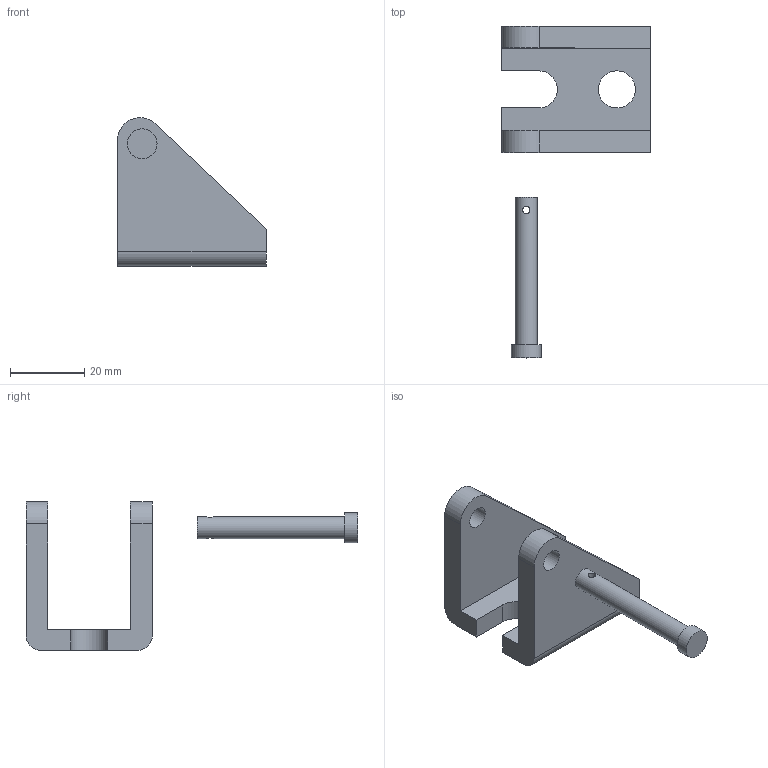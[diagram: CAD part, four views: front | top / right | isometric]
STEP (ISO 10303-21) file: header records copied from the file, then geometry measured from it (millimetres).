
FILE_DESCRIPTION(('FreeCAD Model'),'2;1');
FILE_NAME('MB1-P.step', '2016-04-28T12:17:51',('Technical Support'),( 'Firgelli Automations Inc'),'Open CASCADE STEP processor 6.8', 'FreeCAD','Unknown');
FILE_SCHEMA(('AUTOMOTIVE_DESIGN_CC2 { 1 2 10303 214 -1 1 5 4 }'));
Length unit declared in the file: millimetre
Products named in the file (2): MB1-P001; Pin
Bounding box: 40 x 89.3 x 40.01 mm (x, y, z)
Volume: 17576.9 mm3; surface area: 8483.4 mm2
Topology: 2 solids, 2 shells, 27 faces, 68 edges, 46 vertices
Faces by surface type: plane 16, cylinder 11
Full cylindrical faces by diameter (mm): 2 x1, 5.85 x1, 5.9 x2, 8 x1, 10 x1
Entity records: 2333 total; most frequent: CARTESIAN_POINT 968, DIRECTION 228, ORIENTED_EDGE 136, PCURVE 136, DEFINITIONAL_REPRESENTATION 136, LINE 122, VECTOR 122, EDGE_CURVE 68
